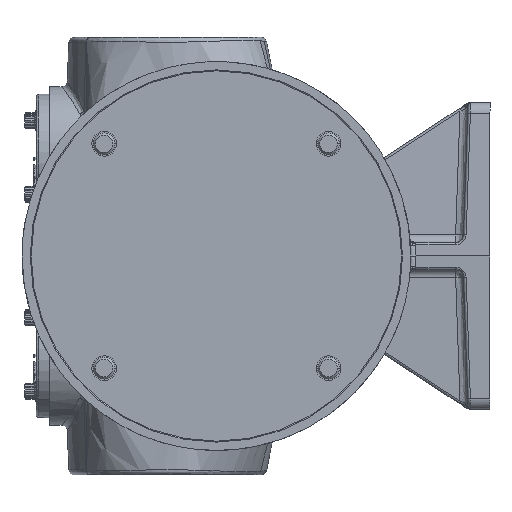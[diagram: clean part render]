
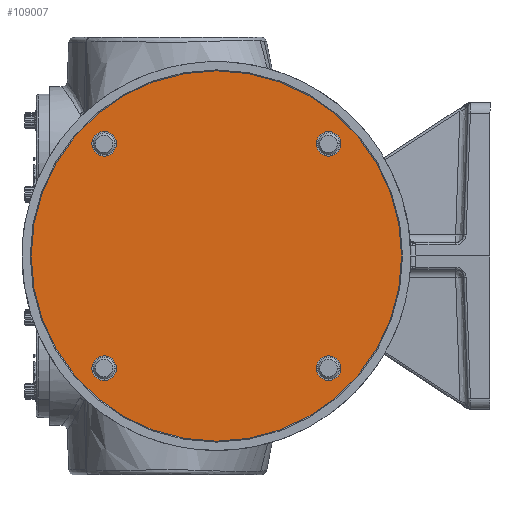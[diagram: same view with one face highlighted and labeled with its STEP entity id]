
A CAD part, left-side view. The second image highlights one B-rep face of the part: STEP entity #109007.
In plain terms, the highlighted planar face has unit normal (-1, 0, 0).
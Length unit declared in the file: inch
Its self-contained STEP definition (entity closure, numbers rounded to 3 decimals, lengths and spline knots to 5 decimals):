
#2053 = ORIENTED_EDGE ( 'NONE', *, *, #84063, .F. ) ;
#2914 = EDGE_CURVE ( 'NONE', #81927, #83330, #125988, .T. ) ;
#3230 = FACE_OUTER_BOUND ( 'NONE', #155353, .T. ) ;
#5096 = CARTESIAN_POINT ( 'NONE',  ( -19.38, 2.56326, -2.84451 ) ) ;
#5382 = DIRECTION ( 'NONE',  ( -1., 0., 0. ) ) ;
#6426 = CARTESIAN_POINT ( 'NONE',  ( -19.38, 2.56326, 2.56326 ) ) ;
#6504 = CARTESIAN_POINT ( 'NONE',  ( -19.38, 0., 4.2305 ) ) ;
#7085 = FACE_BOUND ( 'NONE', #64202, .T. ) ;
#8519 = ORIENTED_EDGE ( 'NONE', *, *, #2914, .F. ) ;
#12328 = CIRCLE ( 'NONE', #52758, 4.2305 ) ;
#14773 = EDGE_CURVE ( 'NONE', #15471, #127966, #79177, .T. ) ;
#15355 = AXIS2_PLACEMENT_3D ( 'NONE', #6426, #92238, #18680 ) ;
#15427 = EDGE_LOOP ( 'NONE', ( #101704, #55976 ) ) ;
#15471 = VERTEX_POINT ( 'NONE', #6504 ) ;
#18680 = DIRECTION ( 'NONE',  ( 0., 0., 1. ) ) ;
#21107 = AXIS2_PLACEMENT_3D ( 'NONE', #37097, #122732, #49432 ) ;
#23772 = ORIENTED_EDGE ( 'NONE', *, *, #90763, .F. ) ;
#27309 = EDGE_CURVE ( 'NONE', #83330, #81927, #95971, .T. ) ;
#27831 = VERTEX_POINT ( 'NONE', #134148 ) ;
#30600 = EDGE_CURVE ( 'NONE', #127966, #15471, #12328, .T. ) ;
#35795 = FACE_BOUND ( 'NONE', #94245, .T. ) ;
#37097 = CARTESIAN_POINT ( 'NONE',  ( -19.38, -2.56326, 2.56326 ) ) ;
#37175 = CARTESIAN_POINT ( 'NONE',  ( -19.38, -2.56326, 2.56326 ) ) ;
#40801 = AXIS2_PLACEMENT_3D ( 'NONE', #91218, #90680, #90344 ) ;
#41572 = CARTESIAN_POINT ( 'NONE',  ( -19.38, 2.56326, -2.28201 ) ) ;
#42579 = AXIS2_PLACEMENT_3D ( 'NONE', #37175, #122801, #49506 ) ;
#42606 = DIRECTION ( 'NONE',  ( -1., 0., 0. ) ) ;
#45993 = CARTESIAN_POINT ( 'NONE',  ( -19.38, 2.56326, 2.28201 ) ) ;
#49075 = DIRECTION ( 'NONE',  ( -1., 0., 0. ) ) ;
#49432 = DIRECTION ( 'NONE',  ( 0., 0., 1. ) ) ;
#49506 = DIRECTION ( 'NONE',  ( 0., 0., 1. ) ) ;
#52434 = CARTESIAN_POINT ( 'NONE',  ( -19.38, 0., 0. ) ) ;
#52758 = AXIS2_PLACEMENT_3D ( 'NONE', #52434, #138050, #64695 ) ;
#55976 = ORIENTED_EDGE ( 'NONE', *, *, #156813, .F. ) ;
#58668 = CARTESIAN_POINT ( 'NONE',  ( -19.38, -2.56326, 2.84451 ) ) ;
#63355 = DIRECTION ( 'NONE',  ( -1., 0., 0. ) ) ;
#64114 = AXIS2_PLACEMENT_3D ( 'NONE', #122363, #49075, #134702 ) ;
#64202 = EDGE_LOOP ( 'NONE', ( #99576, #8519 ) ) ;
#64695 = DIRECTION ( 'NONE',  ( 0., 0., 1. ) ) ;
#65307 = CARTESIAN_POINT ( 'NONE',  ( -19.38, -2.56326, -2.56326 ) ) ;
#68373 = DIRECTION ( 'NONE',  ( -1., 0., 0. ) ) ;
#68413 = FACE_BOUND ( 'NONE', #91676, .T. ) ;
#71336 = AXIS2_PLACEMENT_3D ( 'NONE', #141700, #68373, #154057 ) ;
#72167 = EDGE_CURVE ( 'NONE', #143590, #81638, #115631, .T. ) ;
#72197 = ORIENTED_EDGE ( 'NONE', *, *, #131671, .F. ) ;
#77708 = DIRECTION ( 'NONE',  ( 0., 0., 1. ) ) ;
#78435 = CARTESIAN_POINT ( 'NONE',  ( -19.38, 2.56326, 2.84451 ) ) ;
#78838 = CARTESIAN_POINT ( 'NONE',  ( -19.38, -2.56326, -2.56326 ) ) ;
#79177 = CIRCLE ( 'NONE', #108588, 4.2305 ) ;
#81638 = VERTEX_POINT ( 'NONE', #5096 ) ;
#81927 = VERTEX_POINT ( 'NONE', #45993 ) ;
#82438 = AXIS2_PLACEMENT_3D ( 'NONE', #115907, #42606, #128193 ) ;
#83330 = VERTEX_POINT ( 'NONE', #78435 ) ;
#84063 = EDGE_CURVE ( 'NONE', #104925, #27831, #151178, .T. ) ;
#85814 = CIRCLE ( 'NONE', #137740, 0.28125 ) ;
#87775 = ORIENTED_EDGE ( 'NONE', *, *, #14773, .T. ) ;
#90344 = DIRECTION ( 'NONE',  ( 0., 0., 1. ) ) ;
#90680 = DIRECTION ( 'NONE',  ( -1., 0., 0. ) ) ;
#90763 = EDGE_CURVE ( 'NONE', #27831, #104925, #85814, .T. ) ;
#91183 = DIRECTION ( 'NONE',  ( 0., 0., 1. ) ) ;
#91218 = CARTESIAN_POINT ( 'NONE',  ( -19.38, 2.56326, 2.56326 ) ) ;
#91676 = EDGE_LOOP ( 'NONE', ( #72197, #155324 ) ) ;
#92238 = DIRECTION ( 'NONE',  ( -1., 0., 0. ) ) ;
#94245 = EDGE_LOOP ( 'NONE', ( #23772, #2053 ) ) ;
#95971 = CIRCLE ( 'NONE', #15355, 0.28125 ) ;
#99576 = ORIENTED_EDGE ( 'NONE', *, *, #27309, .F. ) ;
#101704 = ORIENTED_EDGE ( 'NONE', *, *, #72167, .F. ) ;
#104373 = CARTESIAN_POINT ( 'NONE',  ( -19.38, 0., -4.2305 ) ) ;
#104925 = VERTEX_POINT ( 'NONE', #116635 ) ;
#108588 = AXIS2_PLACEMENT_3D ( 'NONE', #136681, #63355, #148984 ) ;
#109007 = ADVANCED_FACE ( 'NONE', ( #133504, #7085, #68413, #35795, #3230 ), #127661, .T. ) ;
#115631 = CIRCLE ( 'NONE', #64114, 0.28125 ) ;
#115907 = CARTESIAN_POINT ( 'NONE',  ( -19.38, 0., 0. ) ) ;
#116635 = CARTESIAN_POINT ( 'NONE',  ( -19.38, -2.56326, -2.84451 ) ) ;
#118404 = VERTEX_POINT ( 'NONE', #139270 ) ;
#121583 = CIRCLE ( 'NONE', #42579, 0.28125 ) ;
#121691 = ORIENTED_EDGE ( 'NONE', *, *, #30600, .T. ) ;
#122363 = CARTESIAN_POINT ( 'NONE',  ( -19.38, 2.56326, -2.56326 ) ) ;
#122732 = DIRECTION ( 'NONE',  ( -1., 0., 0. ) ) ;
#122801 = DIRECTION ( 'NONE',  ( -1., 0., 0. ) ) ;
#123092 = EDGE_CURVE ( 'NONE', #118404, #132038, #151447, .T. ) ;
#125988 = CIRCLE ( 'NONE', #40801, 0.28125 ) ;
#127003 = CIRCLE ( 'NONE', #71336, 0.28125 ) ;
#127661 = PLANE ( 'NONE',  #82438 ) ;
#127966 = VERTEX_POINT ( 'NONE', #104373 ) ;
#128193 = DIRECTION ( 'NONE',  ( 0., 0., 1. ) ) ;
#131671 = EDGE_CURVE ( 'NONE', #132038, #118404, #121583, .T. ) ;
#132038 = VERTEX_POINT ( 'NONE', #58668 ) ;
#133504 = FACE_BOUND ( 'NONE', #15427, .T. ) ;
#134148 = CARTESIAN_POINT ( 'NONE',  ( -19.38, -2.56326, -2.28201 ) ) ;
#134702 = DIRECTION ( 'NONE',  ( 0., 0., 1. ) ) ;
#136681 = CARTESIAN_POINT ( 'NONE',  ( -19.38, 0., 0. ) ) ;
#137740 = AXIS2_PLACEMENT_3D ( 'NONE', #78838, #5382, #91183 ) ;
#138050 = DIRECTION ( 'NONE',  ( -1., 0., 0. ) ) ;
#139181 = AXIS2_PLACEMENT_3D ( 'NONE', #65307, #150970, #77708 ) ;
#139270 = CARTESIAN_POINT ( 'NONE',  ( -19.38, -2.56326, 2.28201 ) ) ;
#141700 = CARTESIAN_POINT ( 'NONE',  ( -19.38, 2.56326, -2.56326 ) ) ;
#143590 = VERTEX_POINT ( 'NONE', #41572 ) ;
#148984 = DIRECTION ( 'NONE',  ( 0., 0., 1. ) ) ;
#150970 = DIRECTION ( 'NONE',  ( -1., 0., 0. ) ) ;
#151178 = CIRCLE ( 'NONE', #139181, 0.28125 ) ;
#151447 = CIRCLE ( 'NONE', #21107, 0.28125 ) ;
#154057 = DIRECTION ( 'NONE',  ( 0., 0., 1. ) ) ;
#155324 = ORIENTED_EDGE ( 'NONE', *, *, #123092, .F. ) ;
#155353 = EDGE_LOOP ( 'NONE', ( #87775, #121691 ) ) ;
#156813 = EDGE_CURVE ( 'NONE', #81638, #143590, #127003, .T. ) ;
